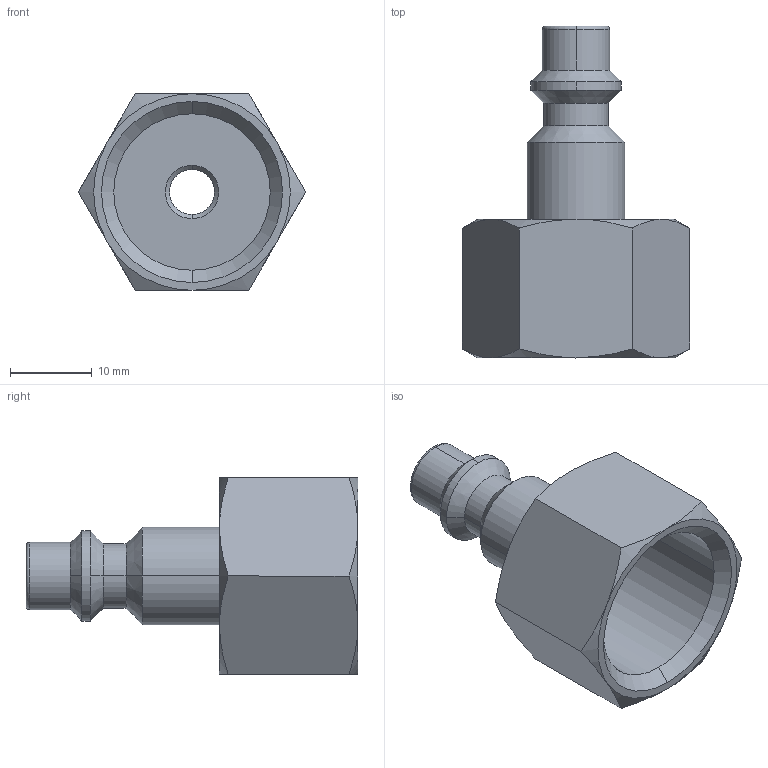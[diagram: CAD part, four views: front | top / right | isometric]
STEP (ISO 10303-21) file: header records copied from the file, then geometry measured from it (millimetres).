
FILE_DESCRIPTION(( 'GX10.210012.STEP' ), '1');
FILE_NAME( 'GX10.210012.STEP', '2021-02-23T14:35:01',( 'Sopra'),('sopra-pneumatic.com'), 'SwSTEP 2.0','SolidWorks 2009','' );
FILE_SCHEMA (( 'AUTOMOTIVE_DESIGN' ));
Length unit declared in the file: millimetre
Products named in the file (1): 222AC00510500A
Bounding box: 27.71 x 40.5 x 24 mm (x, y, z)
Volume: 5357.8 mm3; surface area: 4340.7 mm2
Topology: 1 solids, 1 shells, 46 faces, 104 edges, 62 vertices
Faces by surface type: cone 22, cylinder 12, plane 10, torus 2
Entity records: 1394 total; most frequent: CARTESIAN_POINT 333, DIRECTION 226, ORIENTED_EDGE 208, EDGE_CURVE 104, AXIS2_PLACEMENT_3D 99, VERTEX_POINT 62, CIRCLE 52, EDGE_LOOP 50
